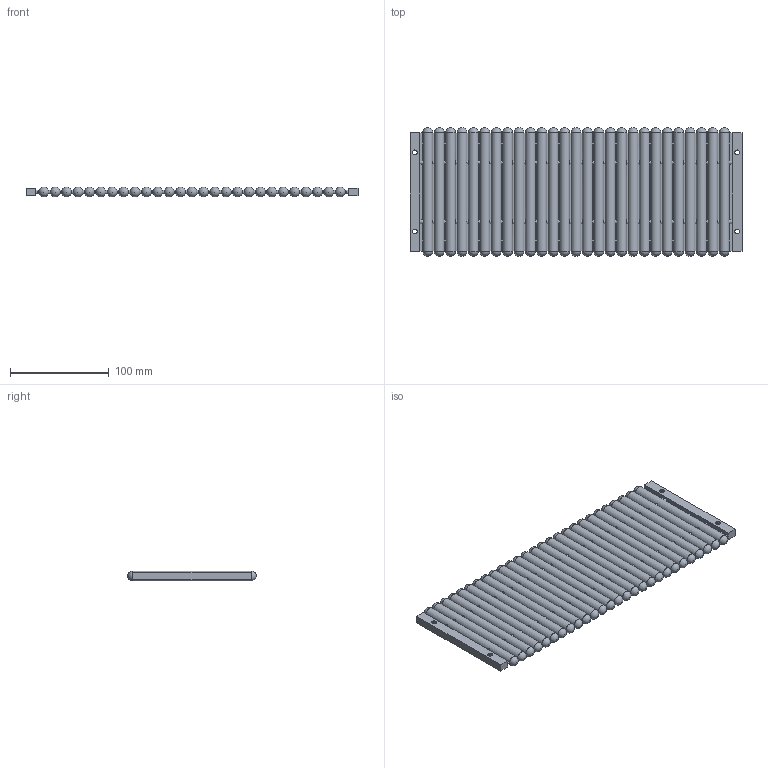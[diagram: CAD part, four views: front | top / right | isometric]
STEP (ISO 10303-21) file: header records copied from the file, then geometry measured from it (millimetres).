
FILE_DESCRIPTION(/* description */ (''),/* implementation_level */ '2;1');
FILE_NAME(/* name */ 'AHL-Actuator-contracted v1.step',/* time_stamp */ '2025-07-26T14:43:45-07:00',/* author */ (''),/* organization */ (''),/* preprocessor_version */ 'ST-DEVELOPER v20.1',/* originating_system */ 'Autodesk Translation Framework v14.10.0.0',/* authorisation */ '');
FILE_SCHEMA (('AUTOMOTIVE_DESIGN { 1 0 10303 214 3 1 1 }'));
Length unit declared in the file: millimetre
Products named in the file (3): AHL-Actuator-contracted; Bladder; Component3
Assembly tree (2 placements, depth 3):
  AHL-Actuator-contracted
    Bladder
      Component3
Bounding box: 336 x 130 x 10 mm (x, y, z)
Volume: 286021.8 mm3; surface area: 129441.7 mm2
Topology: 1 solids, 1 shells, 466 faces, 1340 edges, 824 vertices
Faces by surface type: plane 236, cylinder 176, sphere 54
Full cylindrical faces by diameter (mm): 5 x8, 6 x2
Entity records: 18491 total; most frequent: CARTESIAN_POINT 6697, ORIENTED_EDGE 2572, DIRECTION 2340, EDGE_CURVE 1286, VERTEX_POINT 824, AXIS2_PLACEMENT_3D 815, LINE 710, VECTOR 710
